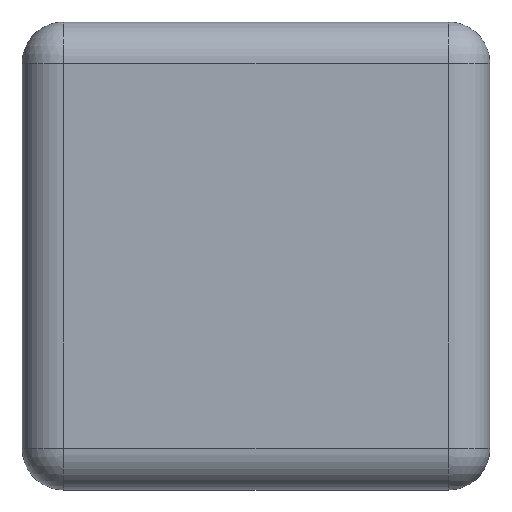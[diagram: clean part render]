
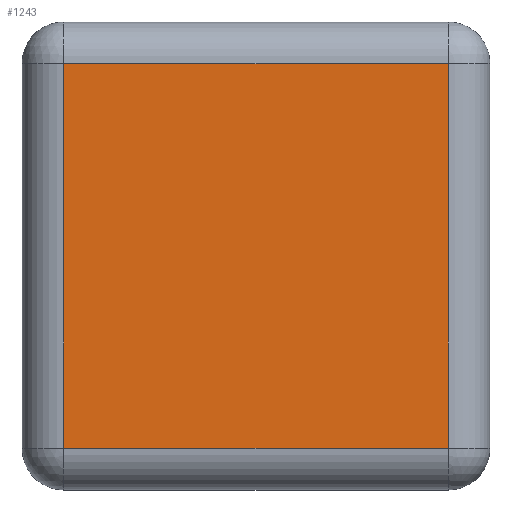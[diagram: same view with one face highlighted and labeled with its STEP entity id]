
A CAD part, top view. The second image highlights one B-rep face of the part: STEP entity #1243.
In plain terms, the highlighted planar face has unit normal (0, 0, 1).
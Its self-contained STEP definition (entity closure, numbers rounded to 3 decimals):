
#49 = EDGE_LOOP ( 'NONE', ( #244, #2108, #887, #1873 ) ) ;
#196 = CARTESIAN_POINT ( 'NONE',  ( -3.4, -15., 3.2 ) ) ;
#244 = ORIENTED_EDGE ( 'NONE', *, *, #547, .T. ) ;
#346 = EDGE_CURVE ( 'NONE', #1658, #1744, #495, .T. ) ;
#437 = LINE ( 'NONE', #1275, #1758 ) ;
#457 = DIRECTION ( 'NONE',  ( 1., 0., 0. ) ) ;
#472 = FACE_OUTER_BOUND ( 'NONE', #49, .T. ) ;
#495 = LINE ( 'NONE', #1977, #1708 ) ;
#500 = CARTESIAN_POINT ( 'NONE',  ( 0., 0., 3.2 ) ) ;
#547 = EDGE_CURVE ( 'NONE', #1744, #2613, #2120, .T. ) ;
#704 = EDGE_CURVE ( 'NONE', #1944, #1658, #2371, .T. ) ;
#763 = DIRECTION ( 'NONE',  ( 1., 0., 0. ) ) ;
#887 = ORIENTED_EDGE ( 'NONE', *, *, #704, .T. ) ;
#908 = DIRECTION ( 'NONE',  ( 0., 1., 0. ) ) ;
#934 = CARTESIAN_POINT ( 'NONE',  ( 103.4, 115., 3.2 ) ) ;
#958 = AXIS2_PLACEMENT_3D ( 'NONE', #500, #2433, #763 ) ;
#1243 = ADVANCED_FACE ( 'NONE', ( #472 ), #2395, .T. ) ;
#1275 = CARTESIAN_POINT ( 'NONE',  ( 115., -3.4, 3.2 ) ) ;
#1355 = VECTOR ( 'NONE', #1488, 1000. ) ;
#1488 = DIRECTION ( 'NONE',  ( 0., -1., 0. ) ) ;
#1497 = EDGE_CURVE ( 'NONE', #2613, #1944, #437, .T. ) ;
#1658 = VERTEX_POINT ( 'NONE', #2681 ) ;
#1708 = VECTOR ( 'NONE', #1997, 1000. ) ;
#1725 = CARTESIAN_POINT ( 'NONE',  ( -3.4, -3.4, 3.2 ) ) ;
#1744 = VERTEX_POINT ( 'NONE', #2262 ) ;
#1758 = VECTOR ( 'NONE', #457, 1000. ) ;
#1858 = CARTESIAN_POINT ( 'NONE',  ( 103.4, -3.4, 3.2 ) ) ;
#1873 = ORIENTED_EDGE ( 'NONE', *, *, #346, .T. ) ;
#1944 = VERTEX_POINT ( 'NONE', #1858 ) ;
#1977 = CARTESIAN_POINT ( 'NONE',  ( -15., 103.4, 3.2 ) ) ;
#1997 = DIRECTION ( 'NONE',  ( -1., 0., 0. ) ) ;
#2108 = ORIENTED_EDGE ( 'NONE', *, *, #1497, .T. ) ;
#2120 = LINE ( 'NONE', #196, #1355 ) ;
#2262 = CARTESIAN_POINT ( 'NONE',  ( -3.4, 103.4, 3.2 ) ) ;
#2294 = VECTOR ( 'NONE', #908, 1000. ) ;
#2371 = LINE ( 'NONE', #934, #2294 ) ;
#2395 = PLANE ( 'NONE',  #958 ) ;
#2433 = DIRECTION ( 'NONE',  ( 0., 0., 1. ) ) ;
#2613 = VERTEX_POINT ( 'NONE', #1725 ) ;
#2681 = CARTESIAN_POINT ( 'NONE',  ( 103.4, 103.4, 3.2 ) ) ;
